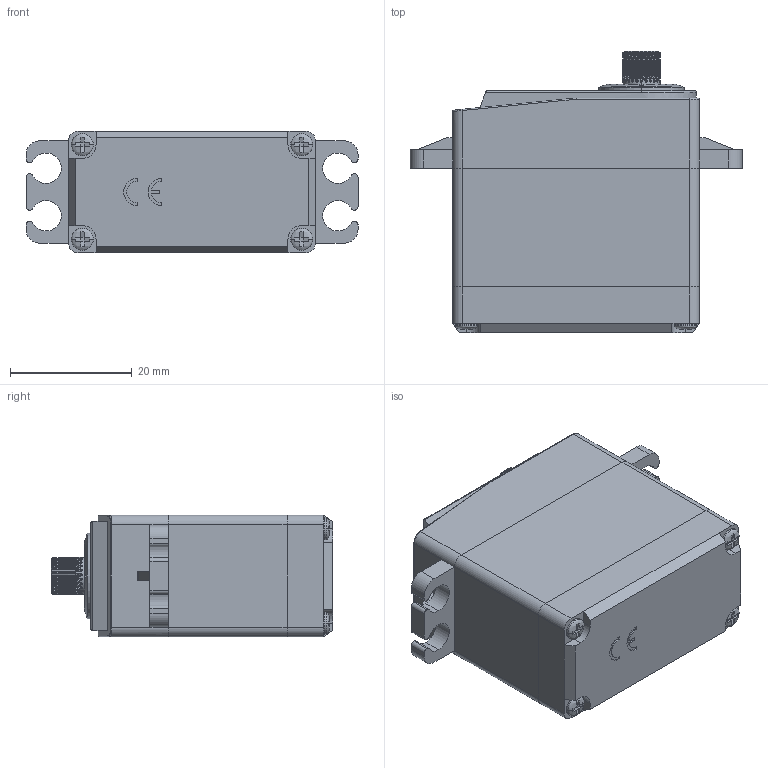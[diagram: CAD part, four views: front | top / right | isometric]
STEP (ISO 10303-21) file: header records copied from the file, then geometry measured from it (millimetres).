
FILE_DESCRIPTION (( 'STEP AP214' ), '1' );
FILE_NAME ('CAD_TD-8120mg_Tiankongrc_DigitalServo.STEP', '2024-02-08T16:18:28', ( '' ), ( '' ), 'SwSTEP 2.0', 'SolidWorks 2022', '' );
FILE_SCHEMA (( 'AUTOMOTIVE_DESIGN' ));
Length unit declared in the file: centimetre
Products named in the file (1): CAD_TD-8120mg_Tiankongrc_DigitalServo
Bounding box: 54.5 x 46.2 x 20 mm (x, y, z)
Volume: 32150.6 mm3; surface area: 7070.7 mm2
Topology: 5 solids, 6 shells, 592 faces, 1538 edges, 965 vertices
Faces by surface type: plane 206, cylinder 187, bspline 172, torus 16, cone 9, sphere 2
Entity records: 34986 total; most frequent: CARTESIAN_POINT 19238, ORIENTED_EDGE 3076, DIRECTION 1900, EDGE_CURVE 1538, VERTEX_POINT 965, AXIS2_PLACEMENT_3D 687, EDGE_LOOP 599, FACE_OUTER_BOUND 592
